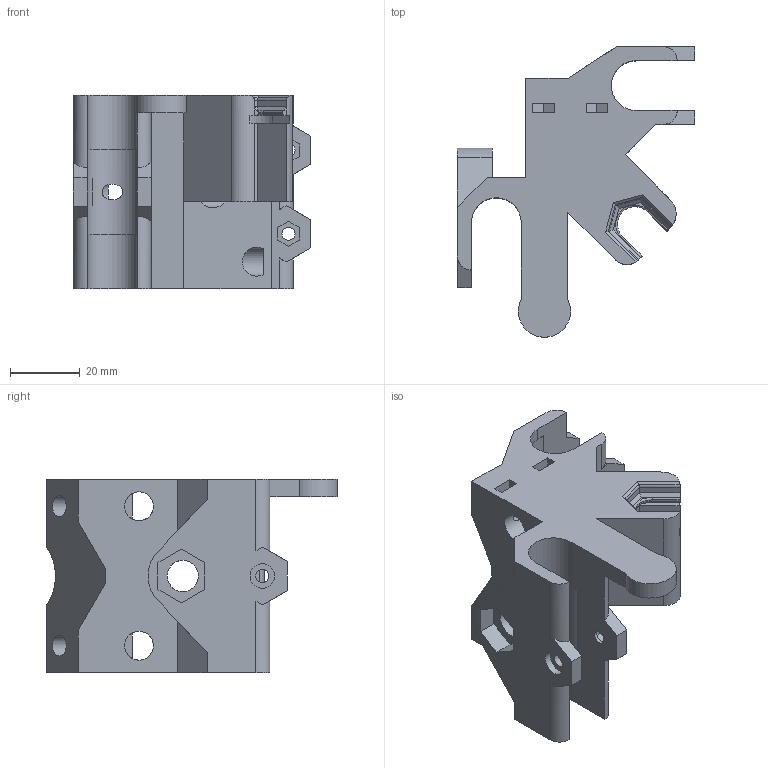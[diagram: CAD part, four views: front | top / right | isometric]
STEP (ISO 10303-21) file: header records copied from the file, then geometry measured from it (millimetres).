
FILE_DESCRIPTION(/* description */ (''),/* implementation_level */ '2;1');
FILE_NAME(/* name */ 'X axis cirriage.step',/* time_stamp */ '2020-06-17T20:15:09-04:00',/* author */ (''),/* organization */ (''),/* preprocessor_version */ 'ST-DEVELOPER v18.1',/* originating_system */ 'Autodesk Translation Framework v9.3.0.1241',/* authorisation */ '');
FILE_SCHEMA (('AUTOMOTIVE_DESIGN { 1 0 10303 214 3 1 1 }'));
Length unit declared in the file: millimetre
Products named in the file (1): Cycl_carroX
Bounding box: 68.04 x 83.38 x 55.5 mm (x, y, z)
Volume: 86477.5 mm3; surface area: 28165 mm2
Topology: 1 solids, 1 shells, 203 faces, 558 edges, 368 vertices
Faces by surface type: plane 148, cylinder 53, torus 2
Full cylindrical faces by diameter (mm): 3.4 x8, 3.75 x6, 6 x2, 7 x3, 8.3 x2, 9 x1
Entity records: 6710 total; most frequent: CARTESIAN_POINT 1326, ORIENTED_EDGE 1116, DIRECTION 1080, EDGE_CURVE 558, LINE 420, VECTOR 420, VERTEX_POINT 368, AXIS2_PLACEMENT_3D 330
